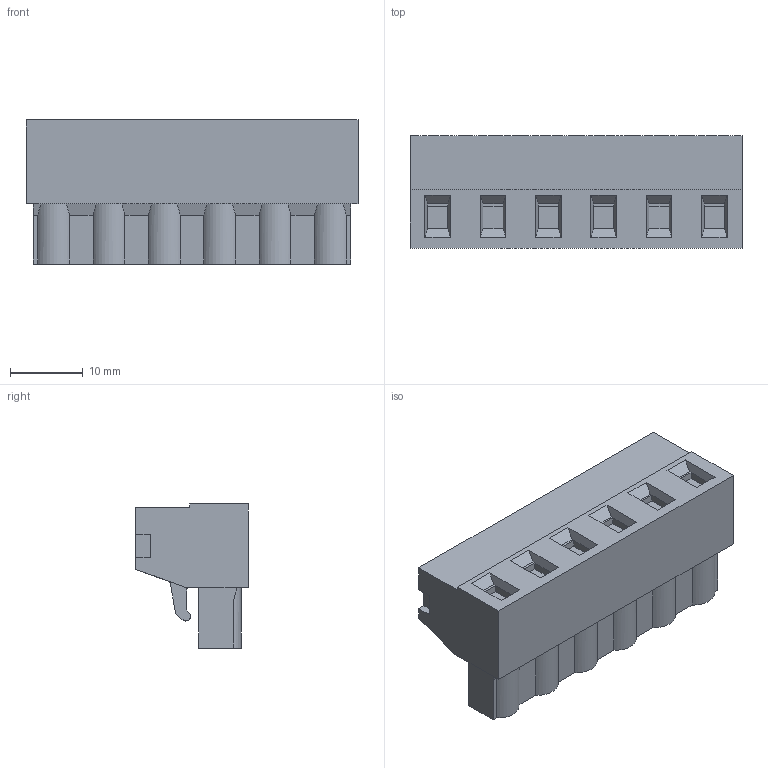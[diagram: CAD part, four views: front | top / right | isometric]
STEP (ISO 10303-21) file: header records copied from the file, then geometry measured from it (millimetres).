
FILE_DESCRIPTION(('STEP AP214'),'1');
FILE_NAME('SH06-7,62.stp','2020-05-26T13:03:01',(' '),(' '),'Spatial InterOp 3D',' ',' ');
FILE_SCHEMA(('automotive_design'));
Length unit declared in the file: metre
Products named in the file (1): 1
Bounding box: 45.72 x 15.5 x 19.85 mm (x, y, z)
Volume: 8984.8 mm3; surface area: 4389.1 mm2
Topology: 1 solids, 1 shells, 266 faces, 666 edges, 436 vertices
Faces by surface type: plane 219, cylinder 40, cone 6, extrusion 1
Full cylindrical faces by diameter (mm): 1.6 x6, 3.8 x6, 4 x6
Entity records: 9782 total; most frequent: CARTESIAN_POINT 1339, DIRECTION 1277, ORIENTED_EDGE 1260, EDGE_CURVE 630, VECTOR 513, LINE 512, VERTEX_POINT 424, AXIS2_PLACEMENT_3D 382
